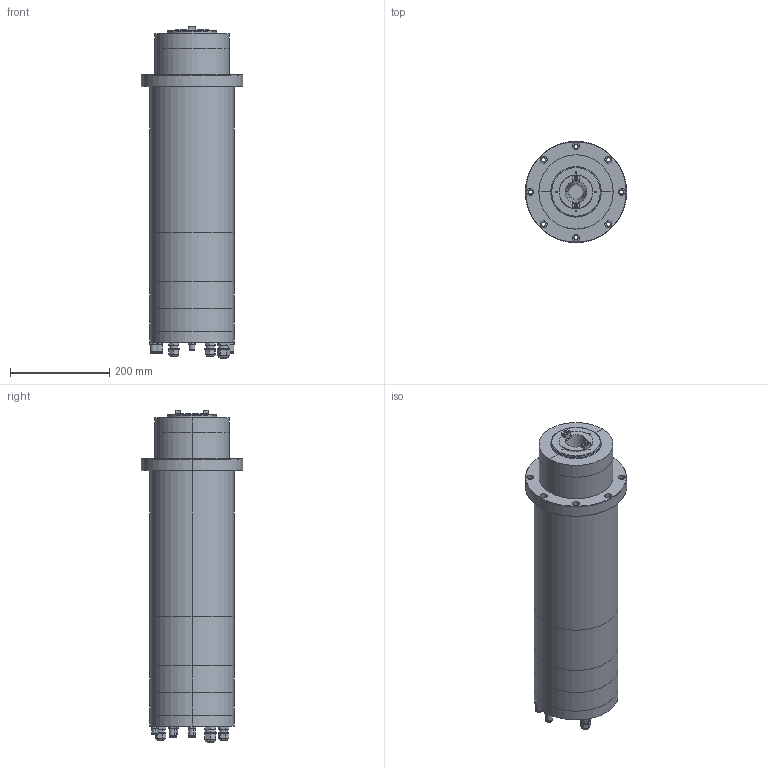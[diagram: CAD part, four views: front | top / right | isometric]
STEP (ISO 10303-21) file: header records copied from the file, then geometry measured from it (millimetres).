
FILE_DESCRIPTION (( 'STEP AP214' ), '1' );
FILE_NAME ('GDL170-40-10Z-14-4P軞蚾.STEP', '2021-05-21T04:57:09', ( '萇齟' ), ( '' ), 'SwSTEP 2.0', 'SolidWorks 2018', '' );
FILE_SCHEMA (( 'AUTOMOTIVE_DESIGN' ));
Length unit declared in the file: millimetre
Products named in the file (14): GDL170-40-10Z-14-4P軞蚾; 陓瘍羲壽M12; GDL170-40-10Z-14-4P气缸1; GDL170-40-10Z-14-4P粣芛; 籵蚚M10阨郲; GDL170-40-10Z-14-4P前螺母; GDL170-40-10Z-14-4P气缸4; GDL170-40-10Z-14-4P气缸3; GDL170-40-10Z-14-4P气缸2; 萇埭羲壽M16; GDL170-40-10Z-14-4P儂褲; GDL170-40-10Z-14-4P瑩; GDL170-40-10Z-14-4P儂裔; 籵蚚M10ァ郲
Assembly tree (19 placements, depth 2):
  GDL170-40-10Z-14-4P軞蚾
    GDL170-40-10Z-14-4P儂褲
    GDL170-40-10Z-14-4P儂裔
    GDL170-40-10Z-14-4P气缸1
    GDL170-40-10Z-14-4P气缸2
    GDL170-40-10Z-14-4P气缸3
    GDL170-40-10Z-14-4P气缸4
    GDL170-40-10Z-14-4P前螺母
    陓瘍羲壽M12  x2
    萇埭羲壽M16
    籵蚚M10ァ郲  x3
    籵蚚M10阨郲  x3
    GDL170-40-10Z-14-4P粣芛
    GDL170-40-10Z-14-4P瑩  x2
Bounding box: 205 x 205 x 670.47 mm (x, y, z)
Volume: 13974980.5 mm3; surface area: 708162.4 mm2
Topology: 19 solids, 19 shells, 512 faces, 1126 edges, 687 vertices
Faces by surface type: plane 260, cylinder 198, cone 44, torus 10
Entity records: 10508 total; most frequent: DIRECTION 1838, CARTESIAN_POINT 1595, ORIENTED_EDGE 1488, EDGE_CURVE 744, AXIS2_PLACEMENT_3D 726, VERTEX_POINT 467, EDGE_LOOP 429, LINE 386
